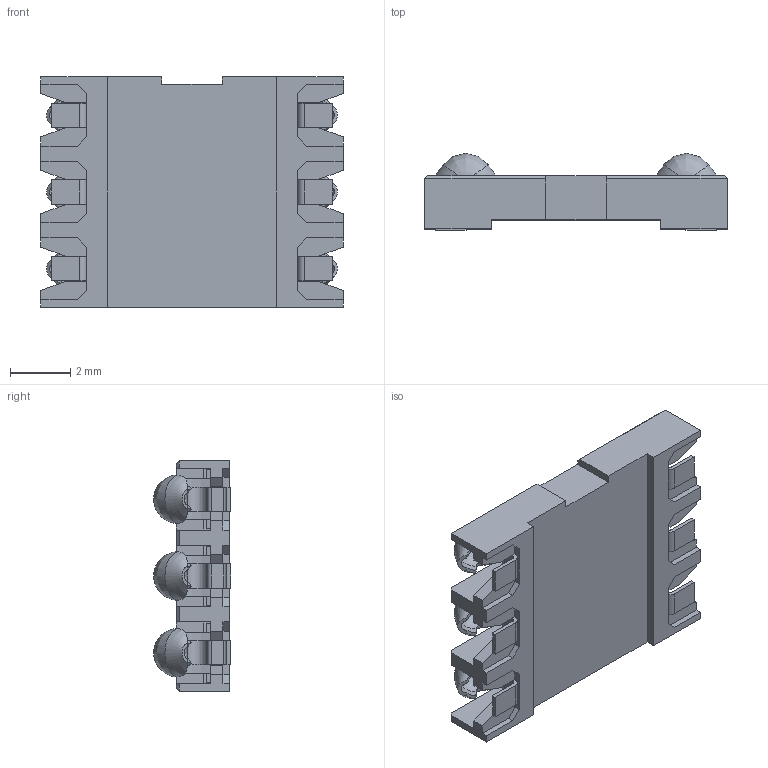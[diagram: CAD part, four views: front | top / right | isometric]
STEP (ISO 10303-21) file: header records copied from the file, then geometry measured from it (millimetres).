
FILE_DESCRIPTION((''),'2;1');
FILE_NAME('470191802','2010-11-29T',('pnb'),(''),'PRO/ENGINEER BY PARAMETRIC TECHNOLOGY CORPORATION, 2003451','PRO/ENGINEER BY PARAMETRIC TECHNOLOGY CORPORATION, 2003451','');
FILE_SCHEMA(('CONFIG_CONTROL_DESIGN'));
Length unit declared in the file: millimetre
Products named in the file (1): 470191802
Bounding box: 10 x 2.55 x 7.62 mm (x, y, z)
Volume: 62.1 mm3; surface area: 456.3 mm2
Topology: 7 solids, 7 shells, 475 faces, 1319 edges, 864 vertices
Faces by surface type: plane 313, bspline 114, cylinder 42, cone 6
Entity records: 21650 total; most frequent: CARTESIAN_POINT 10129, ORIENTED_EDGE 2530, DIRECTION 1995, EDGE_CURVE 1265, VECTOR 1055, LINE 1055, VERTEX_POINT 804, EDGE_LOOP 475
